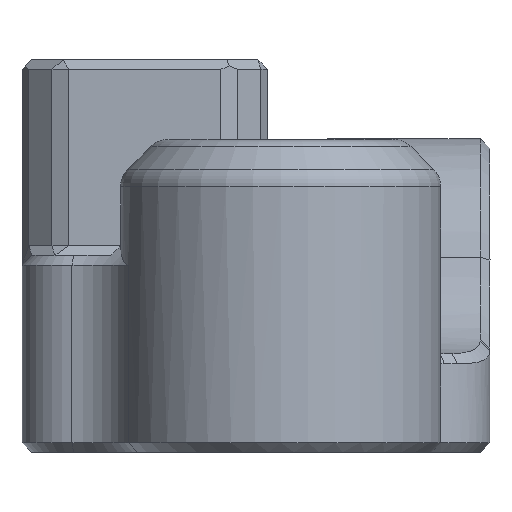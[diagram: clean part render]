
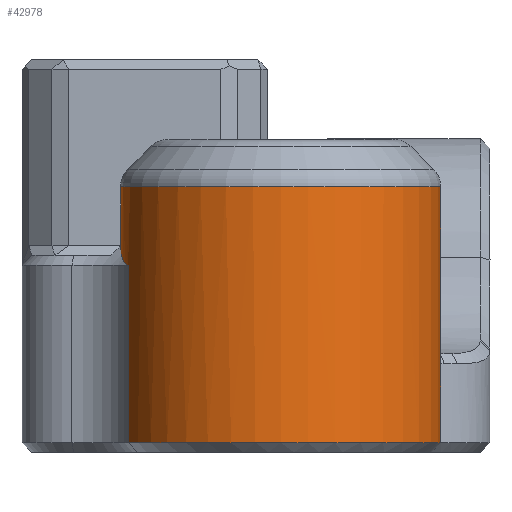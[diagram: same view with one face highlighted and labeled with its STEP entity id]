
A CAD part, left-side view. The second image highlights one B-rep face of the part: STEP entity #42978.
In plain terms, the highlighted cylindrical face has radius 6.5 mm (diameter 13 mm), a full revolution.
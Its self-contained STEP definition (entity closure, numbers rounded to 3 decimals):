
#19=ELLIPSE('',#44962,9.192,6.5);
#36=CYLINDRICAL_SURFACE('',#45025,6.5);
#4232=FACE_OUTER_BOUND('',#6441,.T.);
#6441=EDGE_LOOP('',(#40365,#40366,#40367,#40368,#40369,#40370,#40371,#40372,
#40373,#40374,#40375,#40376,#40377,#40378,#40379,#40380,#40381));
#6956=B_SPLINE_CURVE_WITH_KNOTS('',3,(#70522,#70523,#70524,#70525,#70526,
#70527,#70528,#70529,#70530,#70531),.UNSPECIFIED.,.F.,.F.,(4,3,3,4),(0.,
0.017,0.033,0.058),.UNSPECIFIED.);
#6959=B_SPLINE_CURVE_WITH_KNOTS('',3,(#70716,#70717,#70718,#70719,#70720,
#70721,#70722,#70723,#70724,#70725),.UNSPECIFIED.,.F.,.F.,(4,2,2,2,4),(0.896,
1.112,1.336,1.573,1.64),
 .UNSPECIFIED.);
#6960=B_SPLINE_CURVE_WITH_KNOTS('',3,(#70731,#70732,#70733,#70734,#70735,
#70736,#70737,#70738),.UNSPECIFIED.,.F.,.F.,(4,2,2,4),(0.792,
0.808,0.929,1.013),.UNSPECIFIED.);
#6961=B_SPLINE_CURVE_WITH_KNOTS('',3,(#70792,#70793,#70794,#70795),
 .UNSPECIFIED.,.F.,.F.,(4,4),(-1.917,-1.845),
 .UNSPECIFIED.);
#6962=B_SPLINE_CURVE_WITH_KNOTS('',3,(#70798,#70799,#70800,#70801,#70802,
#70803),.UNSPECIFIED.,.F.,.F.,(4,2,4),(-0.845,-0.757,
-0.64),.UNSPECIFIED.);
#7011=CIRCLE('',#44977,6.5);
#7012=CIRCLE('',#44978,6.5);
#7023=CIRCLE('',#45015,6.5);
#7024=CIRCLE('',#45024,6.5);
#7025=CIRCLE('',#45026,6.5);
#12580=LINE('',#70776,#18221);
#12581=LINE('',#70789,#18222);
#12582=LINE('',#70790,#18223);
#12583=LINE('',#70796,#18224);
#12584=LINE('',#70804,#18225);
#18221=VECTOR('',#54523,10.);
#18222=VECTOR('',#54544,6.5);
#18223=VECTOR('',#54545,10.);
#18224=VECTOR('',#54546,10.);
#18225=VECTOR('',#54547,10.);
#22286=VERTEX_POINT('',#70497);
#22288=VERTEX_POINT('',#70521);
#22295=VERTEX_POINT('',#70549);
#22296=VERTEX_POINT('',#70550);
#22306=VERTEX_POINT('',#70594);
#22307=VERTEX_POINT('',#70598);
#22308=VERTEX_POINT('',#70599);
#22326=VERTEX_POINT('',#70714);
#22328=VERTEX_POINT('',#70729);
#22331=VERTEX_POINT('',#70748);
#22339=VERTEX_POINT('',#70772);
#22340=VERTEX_POINT('',#70783);
#22341=VERTEX_POINT('',#70787);
#22342=VERTEX_POINT('',#70791);
#22343=VERTEX_POINT('',#70797);
#28282=EDGE_CURVE('',#22286,#22288,#6956,.F.);
#28291=EDGE_CURVE('',#22295,#22296,#19,.T.);
#28316=EDGE_CURVE('',#22307,#22308,#7011,.T.);
#28317=EDGE_CURVE('',#22308,#22306,#7012,.T.);
#28367=EDGE_CURVE('',#22286,#22326,#6959,.T.);
#28370=EDGE_CURVE('',#22326,#22328,#6960,.T.);
#28376=EDGE_CURVE('',#22295,#22331,#7023,.T.);
#28386=EDGE_CURVE('',#22296,#22339,#12580,.T.);
#28388=EDGE_CURVE('',#22340,#22339,#7024,.T.);
#28389=EDGE_CURVE('',#22341,#22341,#7025,.T.);
#28390=EDGE_CURVE('',#22341,#22308,#12581,.T.);
#28391=EDGE_CURVE('',#22307,#22288,#12582,.T.);
#28392=EDGE_CURVE('',#22342,#22328,#6961,.F.);
#28393=EDGE_CURVE('',#22342,#22331,#12583,.T.);
#28394=EDGE_CURVE('',#22343,#22340,#6962,.F.);
#28395=EDGE_CURVE('',#22306,#22343,#12584,.T.);
#40365=ORIENTED_EDGE('',*,*,#28389,.F.);
#40366=ORIENTED_EDGE('',*,*,#28390,.T.);
#40367=ORIENTED_EDGE('',*,*,#28316,.F.);
#40368=ORIENTED_EDGE('',*,*,#28391,.T.);
#40369=ORIENTED_EDGE('',*,*,#28282,.F.);
#40370=ORIENTED_EDGE('',*,*,#28367,.T.);
#40371=ORIENTED_EDGE('',*,*,#28370,.T.);
#40372=ORIENTED_EDGE('',*,*,#28392,.F.);
#40373=ORIENTED_EDGE('',*,*,#28393,.T.);
#40374=ORIENTED_EDGE('',*,*,#28376,.F.);
#40375=ORIENTED_EDGE('',*,*,#28291,.T.);
#40376=ORIENTED_EDGE('',*,*,#28386,.T.);
#40377=ORIENTED_EDGE('',*,*,#28388,.F.);
#40378=ORIENTED_EDGE('',*,*,#28394,.F.);
#40379=ORIENTED_EDGE('',*,*,#28395,.F.);
#40380=ORIENTED_EDGE('',*,*,#28317,.F.);
#40381=ORIENTED_EDGE('',*,*,#28390,.F.);
#42978=ADVANCED_FACE('',(#4232),#36,.T.);
#44962=AXIS2_PLACEMENT_3D('',#70551,#54342,#54343);
#44977=AXIS2_PLACEMENT_3D('',#70600,#54394,#54395);
#44978=AXIS2_PLACEMENT_3D('',#70601,#54396,#54397);
#45015=AXIS2_PLACEMENT_3D('',#70749,#54514,#54515);
#45024=AXIS2_PLACEMENT_3D('',#70785,#54538,#54539);
#45025=AXIS2_PLACEMENT_3D('',#70786,#54540,#54541);
#45026=AXIS2_PLACEMENT_3D('',#70788,#54542,#54543);
#54342=DIRECTION('center_axis',(0.,-0.707,
0.707));
#54343=DIRECTION('ref_axis',(0.,0.707,0.707));
#54394=DIRECTION('center_axis',(0.,0.,-1.));
#54395=DIRECTION('ref_axis',(-1.,0.,0.));
#54396=DIRECTION('center_axis',(0.,0.,-1.));
#54397=DIRECTION('ref_axis',(-1.,0.,0.));
#54514=DIRECTION('center_axis',(0.,0.,-1.));
#54515=DIRECTION('ref_axis',(1.,0.,0.));
#54523=DIRECTION('',(0.,0.,1.));
#54538=DIRECTION('center_axis',(0.,0.,-1.));
#54539=DIRECTION('ref_axis',(1.,0.,0.));
#54540=DIRECTION('center_axis',(0.,0.,1.));
#54541=DIRECTION('ref_axis',(1.,0.,0.));
#54542=DIRECTION('center_axis',(0.,0.,1.));
#54543=DIRECTION('ref_axis',(1.,0.,0.));
#54544=DIRECTION('',(0.,0.,-1.));
#54545=DIRECTION('',(0.,0.,1.));
#54546=DIRECTION('',(0.,0.,-1.));
#54547=DIRECTION('',(0.,0.,1.));
#70497=CARTESIAN_POINT('',(0.346,-6.491,4.001));
#70521=CARTESIAN_POINT('',(-0.079,-6.5,3.6));
#70522=CARTESIAN_POINT('Ctrl Pts',(-0.079,-6.5,
3.6));
#70523=CARTESIAN_POINT('Ctrl Pts',(-0.038,-6.5,
3.638));
#70524=CARTESIAN_POINT('Ctrl Pts',(0.002,-6.5,
3.676));
#70525=CARTESIAN_POINT('Ctrl Pts',(0.042,-6.5,
3.714));
#70526=CARTESIAN_POINT('Ctrl Pts',(0.082,-6.5,
3.751));
#70527=CARTESIAN_POINT('Ctrl Pts',(0.121,-6.499,3.788));
#70528=CARTESIAN_POINT('Ctrl Pts',(0.16,-6.498,3.825));
#70529=CARTESIAN_POINT('Ctrl Pts',(0.222,-6.497,
3.883));
#70530=CARTESIAN_POINT('Ctrl Pts',(0.284,-6.494,
3.942));
#70531=CARTESIAN_POINT('Ctrl Pts',(0.346,-6.491,
4.001));
#70549=CARTESIAN_POINT('',(6.406,1.1,4.));
#70550=CARTESIAN_POINT('',(6.325,1.5,4.4));
#70551=CARTESIAN_POINT('Origin',(0.,0.,
2.9));
#70594=CARTESIAN_POINT('',(-1.984,6.19,0.4));
#70598=CARTESIAN_POINT('',(-0.079,-6.5,0.4));
#70599=CARTESIAN_POINT('',(-6.5,0.,0.4));
#70600=CARTESIAN_POINT('Origin',(0.,0.,
0.4));
#70601=CARTESIAN_POINT('Origin',(0.,0.,
0.4));
#70714=CARTESIAN_POINT('',(5.531,-3.414,7.928));
#70716=CARTESIAN_POINT('Ctrl Pts',(0.346,-6.491,
4.001));
#70717=CARTESIAN_POINT('Ctrl Pts',(1.067,-6.452,4.012));
#70718=CARTESIAN_POINT('Ctrl Pts',(1.798,-6.286,4.172));
#70719=CARTESIAN_POINT('Ctrl Pts',(3.124,-5.747,4.747));
#70720=CARTESIAN_POINT('Ctrl Pts',(3.712,-5.368,5.17));
#70721=CARTESIAN_POINT('Ctrl Pts',(4.645,-4.59,6.11));
#70722=CARTESIAN_POINT('Ctrl Pts',(5.047,-4.124,6.7));
#70723=CARTESIAN_POINT('Ctrl Pts',(5.403,-3.616,7.539));
#70724=CARTESIAN_POINT('Ctrl Pts',(5.472,-3.509,7.731));
#70725=CARTESIAN_POINT('Ctrl Pts',(5.531,-3.414,7.928));
#70729=CARTESIAN_POINT('',(6.216,-1.9,9.48));
#70731=CARTESIAN_POINT('Ctrl Pts',(5.531,-3.414,7.928));
#70732=CARTESIAN_POINT('Ctrl Pts',(5.545,-3.392,7.974));
#70733=CARTESIAN_POINT('Ctrl Pts',(5.559,-3.369,8.02));
#70734=CARTESIAN_POINT('Ctrl Pts',(5.684,-3.161,8.408));
#70735=CARTESIAN_POINT('Ctrl Pts',(5.839,-2.874,8.771));
#70736=CARTESIAN_POINT('Ctrl Pts',(6.052,-2.383,9.196));
#70737=CARTESIAN_POINT('Ctrl Pts',(6.139,-2.152,9.352));
#70738=CARTESIAN_POINT('Ctrl Pts',(6.216,-1.9,9.48));
#70748=CARTESIAN_POINT('',(6.325,-1.5,4.));
#70749=CARTESIAN_POINT('Origin',(0.,0.,
4.));
#70772=CARTESIAN_POINT('',(6.325,1.5,8.4));
#70776=CARTESIAN_POINT('',(6.325,1.5,0.));
#70783=CARTESIAN_POINT('',(-0.08,6.499,8.4));
#70785=CARTESIAN_POINT('Origin',(0.,0.,
8.4));
#70786=CARTESIAN_POINT('Origin',(0.,0.,
0.));
#70787=CARTESIAN_POINT('',(-6.5,0.,10.786));
#70788=CARTESIAN_POINT('Origin',(0.,0.,
10.786));
#70789=CARTESIAN_POINT('',(-6.5,0.,0.));
#70790=CARTESIAN_POINT('',(-0.079,-6.5,0.));
#70791=CARTESIAN_POINT('',(6.325,-1.5,8.848));
#70792=CARTESIAN_POINT('Ctrl Pts',(6.216,-1.9,9.48));
#70793=CARTESIAN_POINT('Ctrl Pts',(6.259,-1.759,9.278));
#70794=CARTESIAN_POINT('Ctrl Pts',(6.295,-1.625,9.067));
#70795=CARTESIAN_POINT('Ctrl Pts',(6.325,-1.5,8.848));
#70796=CARTESIAN_POINT('',(6.325,-1.5,0.));
#70797=CARTESIAN_POINT('',(-1.984,6.19,7.6));
#70798=CARTESIAN_POINT('Ctrl Pts',(-0.08,6.499,
8.4));
#70799=CARTESIAN_POINT('Ctrl Pts',(-0.325,6.496,
8.22));
#70800=CARTESIAN_POINT('Ctrl Pts',(-0.59,6.479,
8.046));
#70801=CARTESIAN_POINT('Ctrl Pts',(-1.229,6.393,7.719));
#70802=CARTESIAN_POINT('Ctrl Pts',(-1.613,6.309,7.6));
#70803=CARTESIAN_POINT('Ctrl Pts',(-1.984,6.19,7.6));
#70804=CARTESIAN_POINT('',(-1.984,6.19,0.));
